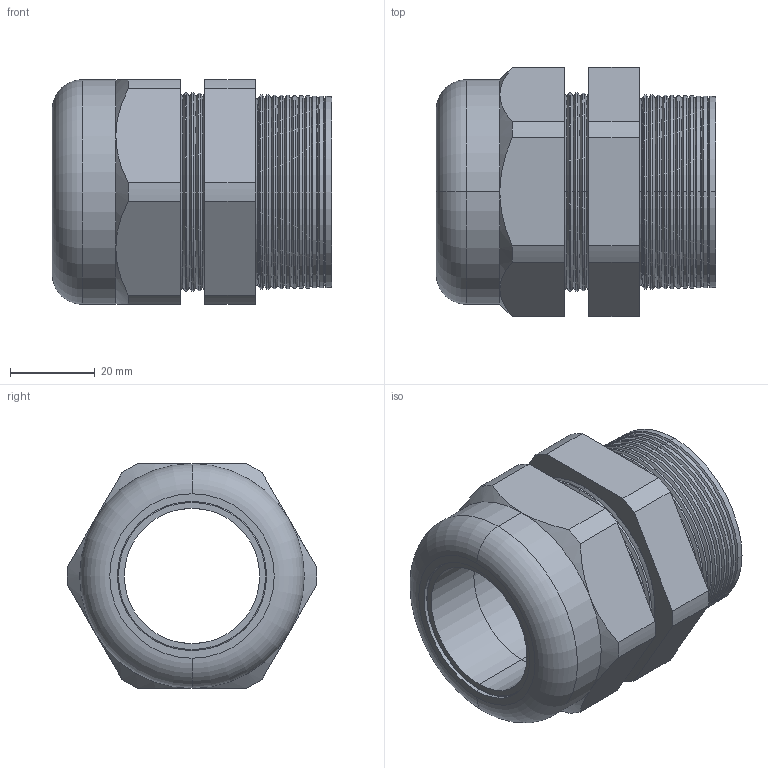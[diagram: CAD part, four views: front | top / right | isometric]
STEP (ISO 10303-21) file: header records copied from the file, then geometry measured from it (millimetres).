
FILE_DESCRIPTION (( 'STEP AP203' ), '1' );
FILE_NAME ('CD36CA-GY.STEP', '2008-05-24T05:31:32', ( 'Baystate01' ), ( 'Baystate' ), 'SwSTEP 2.0', 'SolidWorks 2007', '' );
FILE_SCHEMA (( 'CONFIG_CONTROL_DESIGN' ));
Length unit declared in the file: inch
Products named in the file (1): CD36CA-GY
Bounding box: 66.04 x 58.91 x 53.09 mm (x, y, z)
Volume: 79280.8 mm3; surface area: 27183 mm2
Topology: 2 solids, 2 shells, 152 faces, 324 edges, 180 vertices
Faces by surface type: cone 100, cylinder 22, plane 20, torus 10
Entity records: 4195 total; most frequent: DIRECTION 784, CARTESIAN_POINT 761, ORIENTED_EDGE 648, EDGE_CURVE 324, AXIS2_PLACEMENT_3D 319, VERTEX_POINT 180, CIRCLE 166, EDGE_LOOP 160
